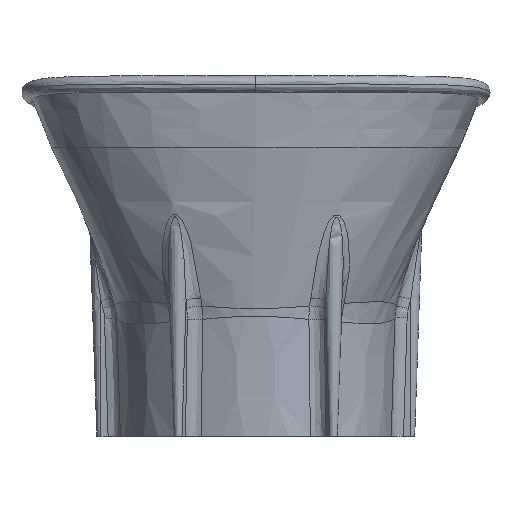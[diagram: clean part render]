
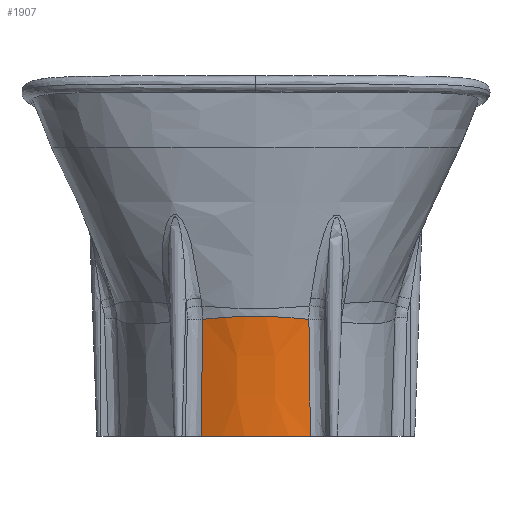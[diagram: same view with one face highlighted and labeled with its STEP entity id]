
A CAD part, front view. The second image highlights one B-rep face of the part: STEP entity #1907.
In plain terms, the highlighted conical face has half-angle 2 degrees and reference radius 33 mm.
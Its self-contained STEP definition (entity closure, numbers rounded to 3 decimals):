
#23=CONICAL_SURFACE('',#2037,33.,0.035);
#173=CIRCLE('',#2038,33.);
#274=FACE_OUTER_BOUND('',#388,.T.);
#388=EDGE_LOOP('',(#1628,#1629,#1630,#1631));
#440=B_SPLINE_CURVE_WITH_KNOTS('',3,(#3613,#3614,#3615,#3616),
 .UNSPECIFIED.,.F.,.F.,(4,4),(-3.136,-0.3),
 .UNSPECIFIED.);
#526=B_SPLINE_CURVE_WITH_KNOTS('',3,(#5715,#5716,#5717,#5718),
 .UNSPECIFIED.,.F.,.F.,(4,4),(-2.838,0.),
 .UNSPECIFIED.);
#573=B_SPLINE_CURVE_WITH_KNOTS('',3,(#7490,#7491,#7492,#7493,#7494,#7495,
#7496,#7497),.UNSPECIFIED.,.F.,.F.,(4,1,2,1,4),(-1.897,-1.748,
-1.525,-1.282,-1.121),.UNSPECIFIED.);
#726=VERTEX_POINT('',#3555);
#729=VERTEX_POINT('',#3611);
#812=VERTEX_POINT('',#5631);
#814=VERTEX_POINT('',#5662);
#937=EDGE_CURVE('',#729,#726,#440,.T.);
#1060=EDGE_CURVE('',#814,#812,#526,.T.);
#1143=EDGE_CURVE('',#812,#729,#573,.T.);
#1144=EDGE_CURVE('',#814,#726,#173,.T.);
#1628=ORIENTED_EDGE('',*,*,#937,.F.);
#1629=ORIENTED_EDGE('',*,*,#1143,.F.);
#1630=ORIENTED_EDGE('',*,*,#1060,.F.);
#1631=ORIENTED_EDGE('',*,*,#1144,.T.);
#1907=ADVANCED_FACE('',(#274),#23,.T.);
#2037=AXIS2_PLACEMENT_3D('',#7489,#2285,#2286);
#2038=AXIS2_PLACEMENT_3D('',#7498,#2287,#2288);
#2285=DIRECTION('center_axis',(0.,0.,1.));
#2286=DIRECTION('ref_axis',(1.,0.,0.));
#2287=DIRECTION('center_axis',(0.,0.,1.));
#2288=DIRECTION('ref_axis',(1.,0.,0.));
#3555=CARTESIAN_POINT('',(13.224,-30.235,0.));
#3611=CARTESIAN_POINT('',(12.87,-31.458,28.327));
#3613=CARTESIAN_POINT('Ctrl Pts',(12.87,-31.458,28.327));
#3614=CARTESIAN_POINT('Ctrl Pts',(12.99,-31.053,18.885));
#3615=CARTESIAN_POINT('Ctrl Pts',(13.108,-30.645,9.442));
#3616=CARTESIAN_POINT('Ctrl Pts',(13.224,-30.235,0.));
#5631=CARTESIAN_POINT('',(-12.87,-31.459,28.345));
#5662=CARTESIAN_POINT('',(-13.224,-30.235,0.));
#5715=CARTESIAN_POINT('Ctrl Pts',(-13.224,-30.235,0.));
#5716=CARTESIAN_POINT('Ctrl Pts',(-13.108,-30.645,9.448));
#5717=CARTESIAN_POINT('Ctrl Pts',(-12.99,-31.053,18.896));
#5718=CARTESIAN_POINT('Ctrl Pts',(-12.87,-31.459,28.345));
#7489=CARTESIAN_POINT('Origin',(0.,0.,0.));
#7490=CARTESIAN_POINT('Ctrl Pts',(-12.87,-31.459,28.345));
#7491=CARTESIAN_POINT('Ctrl Pts',(-11.313,-32.102,28.489));
#7492=CARTESIAN_POINT('Ctrl Pts',(-7.287,-33.421,28.851));
#7493=CARTESIAN_POINT('Ctrl Pts',(-3.099,-33.968,29.099));
#7494=CARTESIAN_POINT('Ctrl Pts',(2.172,-34.059,29.126));
#7495=CARTESIAN_POINT('Ctrl Pts',(6.766,-33.571,28.869));
#7496=CARTESIAN_POINT('Ctrl Pts',(11.177,-32.157,28.481));
#7497=CARTESIAN_POINT('Ctrl Pts',(12.87,-31.458,28.327));
#7498=CARTESIAN_POINT('Origin',(0.,0.,0.));
